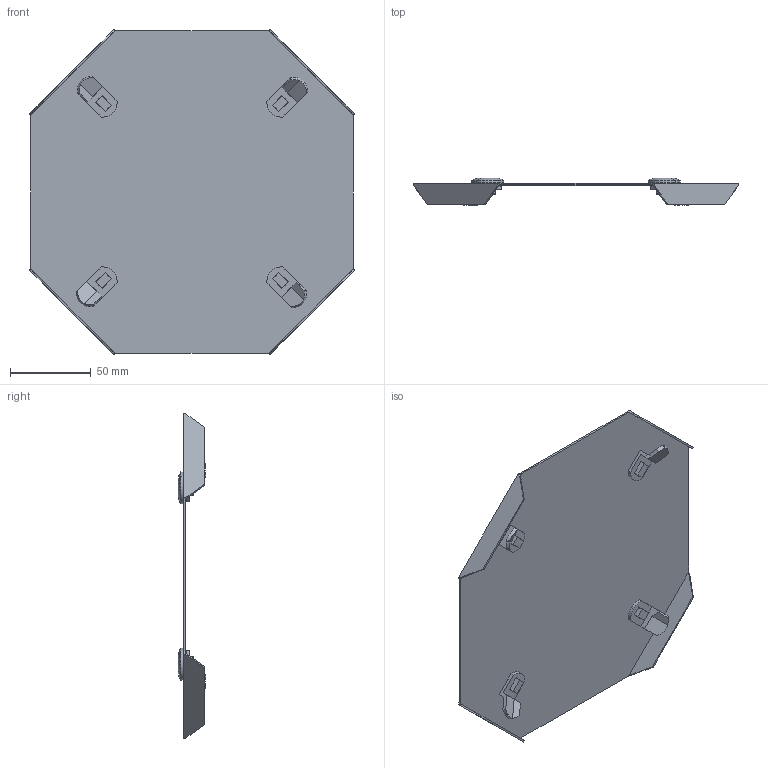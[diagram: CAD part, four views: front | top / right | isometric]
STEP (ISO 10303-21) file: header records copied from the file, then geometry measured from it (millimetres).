
FILE_DESCRIPTION (( 'STEP AP214' ), '1' );
FILE_NAME ('7128614.stp', '2019-06-14T07:22:50', ( '' ), ( '' ), 'SwSTEP 2.0', 'SolidWorks 2018', '' );
FILE_SCHEMA (( 'AUTOMOTIVE_DESIGN' ));
Length unit declared in the file: millimetre
Products named in the file (5): 7128614; KTS 08.080-022_Standard; KTS 08.082-005_Standard; KTS 08.081-003_Standard; KTS 08.041-110_NB=100 FS, DD
Assembly tree (7 placements, depth 3):
  7128614
    KTS 08.041-110_NB=100 FS, DD
    KTS 08.080-022_Standard  x4
      KTS 08.082-005_Standard
      KTS 08.081-003_Standard
Bounding box: 201.33 x 16.98 x 201.33 mm (x, y, z)
Volume: 45091.7 mm3; surface area: 83462.2 mm2
Topology: 9 solids, 9 shells, 222 faces, 552 edges, 360 vertices
Faces by surface type: plane 130, cylinder 56, bspline 20, torus 16
Entity records: 3253 total; most frequent: CARTESIAN_POINT 1002, ORIENTED_EDGE 456, DIRECTION 388, EDGE_CURVE 228, VERTEX_POINT 150, AXIS2_PLACEMENT_3D 133, VECTOR 122, LINE 122
